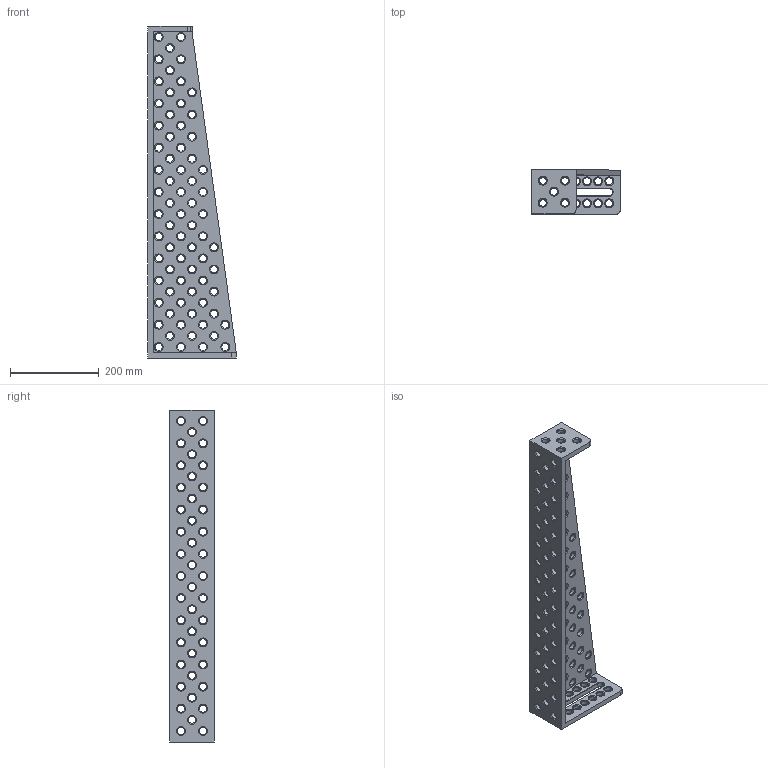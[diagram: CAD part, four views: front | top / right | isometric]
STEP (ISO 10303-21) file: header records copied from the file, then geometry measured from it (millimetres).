
FILE_DESCRIPTION(('STEP AP214'),'1');
FILE_NAME('160144.STP','2011-09-05T07:18:16',(' '),(' '),'Spatial InterOp 3D',' ',' ');
FILE_SCHEMA(('automotive_design'));
Length unit declared in the file: millimetre
Products named in the file (1): Quader
Bounding box: 200 x 100 x 750 mm (x, y, z)
Volume: 2041785.8 mm3; surface area: 440120.5 mm2
Topology: 1 solids, 1 shells, 844 faces, 1972 edges, 1130 vertices
Faces by surface type: cone 548, cylinder 278, plane 18
Entity records: 31248 total; most frequent: DIRECTION 4766, CARTESIAN_POINT 3947, ORIENTED_EDGE 3944, EDGE_CURVE 1972, AXIS2_PLACEMENT_3D 1949, VERTEX_POINT 1130, EDGE_LOOP 1116, CIRCLE 1104
